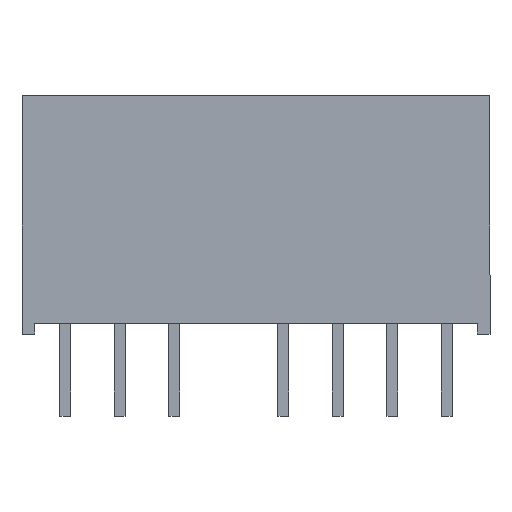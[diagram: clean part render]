
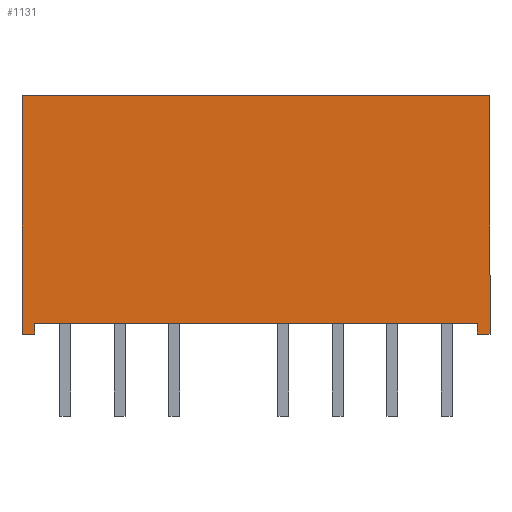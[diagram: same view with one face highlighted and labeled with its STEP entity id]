
A CAD part, top view. The second image highlights one B-rep face of the part: STEP entity #1131.
In plain terms, the highlighted planar face has unit normal (0, 0, 1).
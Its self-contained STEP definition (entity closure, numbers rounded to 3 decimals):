
#36 = LINE ( 'NONE', #486, #282 ) ;
#37 = VERTEX_POINT ( 'NONE', #883 ) ;
#107 = LINE ( 'NONE', #232, #1322 ) ;
#122 = CARTESIAN_POINT ( 'NONE',  ( 0., 0., 4.6 ) ) ;
#151 = CARTESIAN_POINT ( 'NONE',  ( -10.3, 0., 4.6 ) ) ;
#161 = ORIENTED_EDGE ( 'NONE', *, *, #1308, .T. ) ;
#175 = VERTEX_POINT ( 'NONE', #1293 ) ;
#189 = EDGE_CURVE ( 'NONE', #493, #765, #963, .T. ) ;
#232 = CARTESIAN_POINT ( 'NONE',  ( 10.9, 0., 4.6 ) ) ;
#237 = CARTESIAN_POINT ( 'NONE',  ( 10.3, 0.5, 4.6 ) ) ;
#249 = CARTESIAN_POINT ( 'NONE',  ( 10.3, 0., 4.6 ) ) ;
#254 = LINE ( 'NONE', #249, #828 ) ;
#256 = CARTESIAN_POINT ( 'NONE',  ( -10.3, 0., 4.6 ) ) ;
#282 = VECTOR ( 'NONE', #969, 1000. ) ;
#287 = CARTESIAN_POINT ( 'NONE',  ( -10.3, 0.5, 4.6 ) ) ;
#320 = VECTOR ( 'NONE', #1460, 1000. ) ;
#459 = DIRECTION ( 'NONE',  ( 1., 0., 0. ) ) ;
#473 = ORIENTED_EDGE ( 'NONE', *, *, #189, .T. ) ;
#486 = CARTESIAN_POINT ( 'NONE',  ( -10.9, 11.1, 4.6 ) ) ;
#493 = VERTEX_POINT ( 'NONE', #1032 ) ;
#498 = DIRECTION ( 'NONE',  ( 0., -1., 0. ) ) ;
#541 = LINE ( 'NONE', #995, #320 ) ;
#551 = EDGE_CURVE ( 'NONE', #37, #1455, #107, .T. ) ;
#638 = VERTEX_POINT ( 'NONE', #764 ) ;
#673 = CARTESIAN_POINT ( 'NONE',  ( 10.9, 0., 4.6 ) ) ;
#697 = DIRECTION ( 'NONE',  ( 0., 1., 0. ) ) ;
#704 = DIRECTION ( 'NONE',  ( 0., 0., -1. ) ) ;
#718 = DIRECTION ( 'NONE',  ( 1., 0., 0. ) ) ;
#749 = EDGE_CURVE ( 'NONE', #1310, #936, #541, .T. ) ;
#764 = CARTESIAN_POINT ( 'NONE',  ( 10.3, 0.5, 4.6 ) ) ;
#765 = VERTEX_POINT ( 'NONE', #1154 ) ;
#797 = EDGE_CURVE ( 'NONE', #936, #638, #1364, .T. ) ;
#828 = VECTOR ( 'NONE', #1212, 1000. ) ;
#852 = EDGE_LOOP ( 'NONE', ( #1213, #1202, #902, #1356, #941, #1461, #161, #473 ) ) ;
#863 = LINE ( 'NONE', #256, #1463 ) ;
#883 = CARTESIAN_POINT ( 'NONE',  ( 10.3, 0., 4.6 ) ) ;
#902 = ORIENTED_EDGE ( 'NONE', *, *, #797, .T. ) ;
#914 = DIRECTION ( 'NONE',  ( -1., 0., 0. ) ) ;
#936 = VERTEX_POINT ( 'NONE', #287 ) ;
#937 = EDGE_CURVE ( 'NONE', #638, #37, #254, .T. ) ;
#941 = ORIENTED_EDGE ( 'NONE', *, *, #551, .T. ) ;
#963 = LINE ( 'NONE', #1187, #1206 ) ;
#969 = DIRECTION ( 'NONE',  ( -1., 0., 0. ) ) ;
#995 = CARTESIAN_POINT ( 'NONE',  ( -10.3, 0.5, 4.6 ) ) ;
#1032 = CARTESIAN_POINT ( 'NONE',  ( -10.9, 11.1, 4.6 ) ) ;
#1116 = EDGE_CURVE ( 'NONE', #1455, #175, #1153, .T. ) ;
#1131 = ADVANCED_FACE ( 'NONE', ( #1263 ), #1165, .F. ) ;
#1142 = DIRECTION ( 'NONE',  ( 1., 0., 0. ) ) ;
#1153 = LINE ( 'NONE', #1367, #1433 ) ;
#1154 = CARTESIAN_POINT ( 'NONE',  ( -10.9, 0., 4.6 ) ) ;
#1165 = PLANE ( 'NONE',  #1248 ) ;
#1187 = CARTESIAN_POINT ( 'NONE',  ( -10.9, 0., 4.6 ) ) ;
#1202 = ORIENTED_EDGE ( 'NONE', *, *, #749, .T. ) ;
#1206 = VECTOR ( 'NONE', #498, 1000. ) ;
#1212 = DIRECTION ( 'NONE',  ( 0., -1., 0. ) ) ;
#1213 = ORIENTED_EDGE ( 'NONE', *, *, #1393, .T. ) ;
#1248 = AXIS2_PLACEMENT_3D ( 'NONE', #122, #704, #914 ) ;
#1263 = FACE_OUTER_BOUND ( 'NONE', #852, .T. ) ;
#1293 = CARTESIAN_POINT ( 'NONE',  ( 10.9, 11.1, 4.6 ) ) ;
#1308 = EDGE_CURVE ( 'NONE', #175, #493, #36, .T. ) ;
#1310 = VERTEX_POINT ( 'NONE', #151 ) ;
#1322 = VECTOR ( 'NONE', #1142, 1000. ) ;
#1356 = ORIENTED_EDGE ( 'NONE', *, *, #937, .T. ) ;
#1364 = LINE ( 'NONE', #237, #1395 ) ;
#1367 = CARTESIAN_POINT ( 'NONE',  ( 10.9, 11.1, 4.6 ) ) ;
#1393 = EDGE_CURVE ( 'NONE', #765, #1310, #863, .T. ) ;
#1395 = VECTOR ( 'NONE', #459, 1000. ) ;
#1433 = VECTOR ( 'NONE', #697, 1000. ) ;
#1455 = VERTEX_POINT ( 'NONE', #673 ) ;
#1460 = DIRECTION ( 'NONE',  ( 0., 1., 0. ) ) ;
#1461 = ORIENTED_EDGE ( 'NONE', *, *, #1116, .T. ) ;
#1463 = VECTOR ( 'NONE', #718, 1000. ) ;
